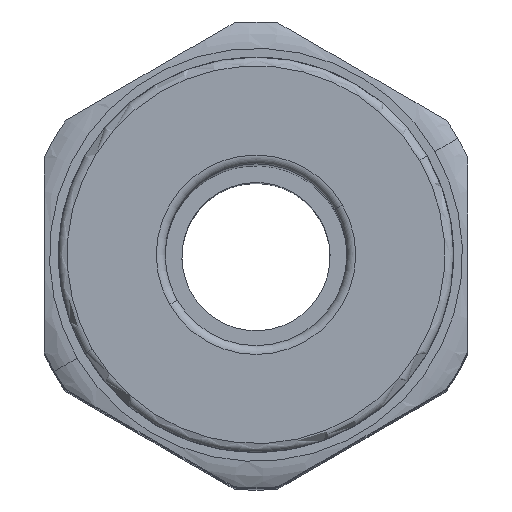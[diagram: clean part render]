
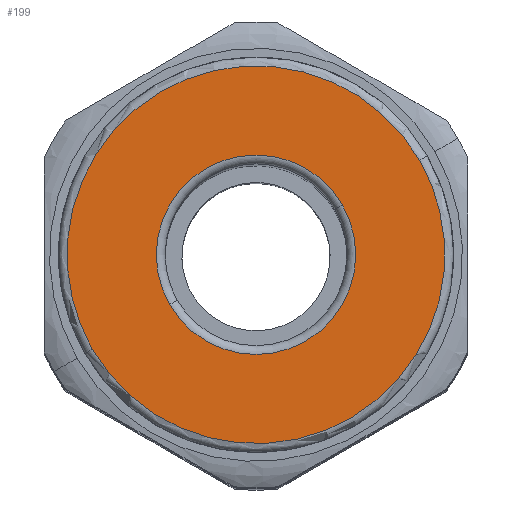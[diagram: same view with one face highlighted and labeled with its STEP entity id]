
A CAD part, top view. The second image highlights one B-rep face of the part: STEP entity #199.
In plain terms, the highlighted planar face has unit normal (0, 0, 1).
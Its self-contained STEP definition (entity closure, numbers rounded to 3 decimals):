
#54=AXIS2_PLACEMENT_3D('Circle Axis2P3D',#52,#53,$) ;
#126=AXIS2_PLACEMENT_3D('Circle Axis2P3D',#124,#125,$) ;
#139=AXIS2_PLACEMENT_3D('Plane Axis2P3D',#136,#137,#138) ;
#49=CARTESIAN_POINT('Vertex',(16.893,16.025,94.)) ;
#52=CARTESIAN_POINT('Axis2P3D Location',(12.,13.2,94.)) ;
#56=CARTESIAN_POINT('Vertex',(7.107,10.375,94.)) ;
#124=CARTESIAN_POINT('Axis2P3D Location',(12.,13.2,94.)) ;
#136=CARTESIAN_POINT('Axis2P3D Location',(9.425,17.66,94.)) ;
#142=CARTESIAN_POINT('Control Point',(2.734,7.85,94.)) ;
#143=CARTESIAN_POINT('Control Point',(3.294,6.879,94.)) ;
#144=CARTESIAN_POINT('Control Point',(3.983,5.981,94.)) ;
#145=CARTESIAN_POINT('Control Point',(4.785,5.178,94.)) ;
#146=CARTESIAN_POINT('Control Point',(6.582,3.803,94.)) ;
#147=CARTESIAN_POINT('Control Point',(8.672,2.937,94.)) ;
#148=CARTESIAN_POINT('Control Point',(9.769,2.644,94.)) ;
#149=CARTESIAN_POINT('Control Point',(12.013,2.353,94.)) ;
#150=CARTESIAN_POINT('Control Point',(14.256,2.65,94.)) ;
#151=CARTESIAN_POINT('Control Point',(15.352,2.945,94.)) ;
#152=CARTESIAN_POINT('Control Point',(17.44,3.816,94.)) ;
#153=CARTESIAN_POINT('Control Point',(19.233,5.195,94.)) ;
#154=CARTESIAN_POINT('Control Point',(20.034,5.999,94.)) ;
#155=CARTESIAN_POINT('Control Point',(21.406,7.798,94.)) ;
#156=CARTESIAN_POINT('Control Point',(22.269,9.89,94.)) ;
#157=CARTESIAN_POINT('Control Point',(22.559,10.987,94.)) ;
#158=CARTESIAN_POINT('Control Point',(22.846,13.224,94.)) ;
#159=CARTESIAN_POINT('Control Point',(22.548,15.459,94.)) ;
#160=CARTESIAN_POINT('Control Point',(22.255,16.548,94.)) ;
#161=CARTESIAN_POINT('Control Point',(21.824,17.585,94.)) ;
#162=CARTESIAN_POINT('Control Point',(21.266,18.55,94.)) ;
#163=CARTESIAN_POINT('Vertex',(2.734,7.85,94.)) ;
#165=CARTESIAN_POINT('Vertex',(21.266,18.55,94.)) ;
#169=CARTESIAN_POINT('Control Point',(21.266,18.55,94.)) ;
#170=CARTESIAN_POINT('Control Point',(20.706,19.521,94.)) ;
#171=CARTESIAN_POINT('Control Point',(20.017,20.419,94.)) ;
#172=CARTESIAN_POINT('Control Point',(19.215,21.222,94.)) ;
#173=CARTESIAN_POINT('Control Point',(17.418,22.597,94.)) ;
#174=CARTESIAN_POINT('Control Point',(15.328,23.463,94.)) ;
#175=CARTESIAN_POINT('Control Point',(14.231,23.756,94.)) ;
#176=CARTESIAN_POINT('Control Point',(11.987,24.047,94.)) ;
#177=CARTESIAN_POINT('Control Point',(9.744,23.75,94.)) ;
#178=CARTESIAN_POINT('Control Point',(8.648,23.455,94.)) ;
#179=CARTESIAN_POINT('Control Point',(6.56,22.584,94.)) ;
#180=CARTESIAN_POINT('Control Point',(4.767,21.205,94.)) ;
#181=CARTESIAN_POINT('Control Point',(3.966,20.401,94.)) ;
#182=CARTESIAN_POINT('Control Point',(2.594,18.602,94.)) ;
#183=CARTESIAN_POINT('Control Point',(1.731,16.51,94.)) ;
#184=CARTESIAN_POINT('Control Point',(1.441,15.413,94.)) ;
#185=CARTESIAN_POINT('Control Point',(1.154,13.176,94.)) ;
#186=CARTESIAN_POINT('Control Point',(1.452,10.941,94.)) ;
#187=CARTESIAN_POINT('Control Point',(1.745,9.852,94.)) ;
#188=CARTESIAN_POINT('Control Point',(2.176,8.815,94.)) ;
#189=CARTESIAN_POINT('Control Point',(2.734,7.85,94.)) ;
#53=DIRECTION('Axis2P3D Direction',(0.,0.,-1.)) ;
#125=DIRECTION('Axis2P3D Direction',(0.,0.,-1.)) ;
#137=DIRECTION('Axis2P3D Direction',(0.,0.,-1.)) ;
#138=DIRECTION('Axis2P3D XDirection',(-0.866,-0.5,0.)) ;
#192=ORIENTED_EDGE('',*,*,#167,.T.) ;
#193=ORIENTED_EDGE('',*,*,#190,.T.) ;
#196=ORIENTED_EDGE('',*,*,#58,.T.) ;
#197=ORIENTED_EDGE('',*,*,#128,.T.) ;
#198=FACE_BOUND('',#195,.T.) ;
#199=ADVANCED_FACE('Verrundung3',(#194,#198),#140,.F.) ;
#141=B_SPLINE_CURVE_WITH_KNOTS('',5,(#142,#143,#144,#145,#146,#147,#148,#149,#150,#151,#152,#153,#154,#155,#156,#157,#158,#159,#160,#161,#162),.UNSPECIFIED.,.F.,.U.,(6,3,3,3,3,3,6),(0.,7.932,15.864,23.796,31.727,39.659,47.538),.UNSPECIFIED.) ;
#168=B_SPLINE_CURVE_WITH_KNOTS('',5,(#169,#170,#171,#172,#173,#174,#175,#176,#177,#178,#179,#180,#181,#182,#183,#184,#185,#186,#187,#188,#189),.UNSPECIFIED.,.F.,.U.,(6,3,3,3,3,3,6),(0.,7.932,15.864,23.796,31.727,39.659,47.538),.UNSPECIFIED.) ;
#55=CIRCLE('generated circle',#54,5.65) ;
#127=CIRCLE('generated circle',#126,5.65) ;
#58=EDGE_CURVE('',#57,#50,#55,.T.) ;
#128=EDGE_CURVE('',#50,#57,#127,.T.) ;
#167=EDGE_CURVE('',#164,#166,#141,.T.) ;
#190=EDGE_CURVE('',#166,#164,#168,.T.) ;
#191=EDGE_LOOP('',(#192,#193)) ;
#195=EDGE_LOOP('',(#196,#197)) ;
#194=FACE_OUTER_BOUND('',#191,.T.) ;
#140=PLANE('',#139) ;
#50=VERTEX_POINT('',#49) ;
#57=VERTEX_POINT('',#56) ;
#164=VERTEX_POINT('',#163) ;
#166=VERTEX_POINT('',#165) ;
